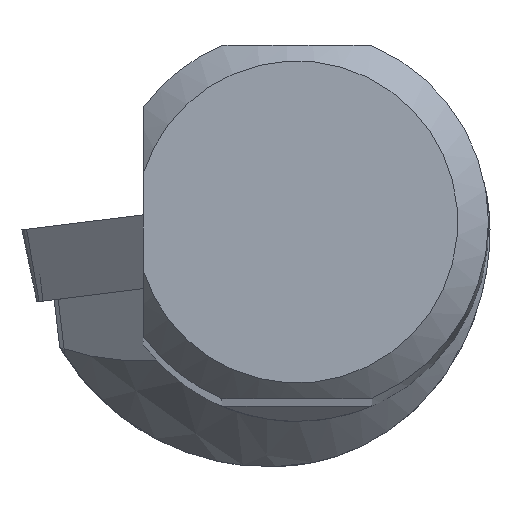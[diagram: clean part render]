
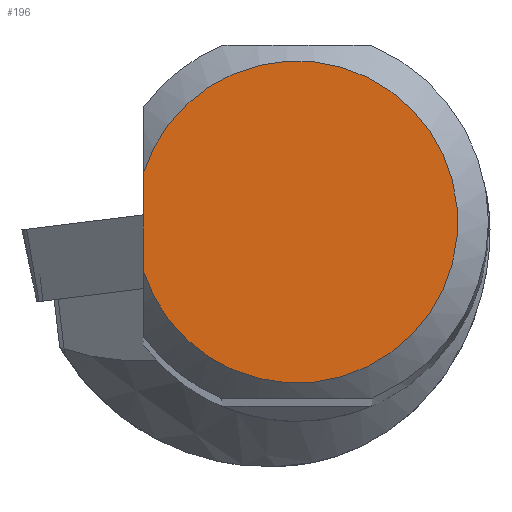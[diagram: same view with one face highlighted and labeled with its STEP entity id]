
A CAD part, top view. The second image highlights one B-rep face of the part: STEP entity #196.
In plain terms, the highlighted planar face has unit normal (0, 0, 1).
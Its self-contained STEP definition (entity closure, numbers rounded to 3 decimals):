
#155=FACE_OUTER_BOUND('',#376,.T.);
#196=ADVANCED_FACE('CU_SU_BP3',(#155),#226,.T.);
#226=PLANE('',#966);
#266=LINE('',#1523,#308);
#308=VECTOR('',#1147,1.);
#376=EDGE_LOOP('',(#534,#535));
#534=ORIENTED_EDGE('',*,*,#757,.F.);
#535=ORIENTED_EDGE('',*,*,#775,.T.);
#668=VERTEX_POINT('',#1522);
#669=VERTEX_POINT('',#1524);
#757=EDGE_CURVE('',#668,#669,#266,.T.);
#775=EDGE_CURVE('',#668,#669,#816,.T.);
#816=CIRCLE('',#965,10.491);
#965=AXIS2_PLACEMENT_3D('',#1617,#1172,#1173);
#966=AXIS2_PLACEMENT_3D('',#1618,#1174,#1175);
#1147=DIRECTION('',(0.,1.,0.));
#1172=DIRECTION('',(0.,0.,1.));
#1173=DIRECTION('',(1.,0.,0.));
#1174=DIRECTION('',(0.,0.,1.));
#1175=DIRECTION('',(1.,0.,0.));
#1522=CARTESIAN_POINT('',(-10.009,-3.145,0.));
#1523=CARTESIAN_POINT('',(-10.009,0.,0.));
#1524=CARTESIAN_POINT('',(-10.009,3.145,0.));
#1617=CARTESIAN_POINT('',(0.,0.,0.));
#1618=CARTESIAN_POINT('',(0.,0.,
0.));
